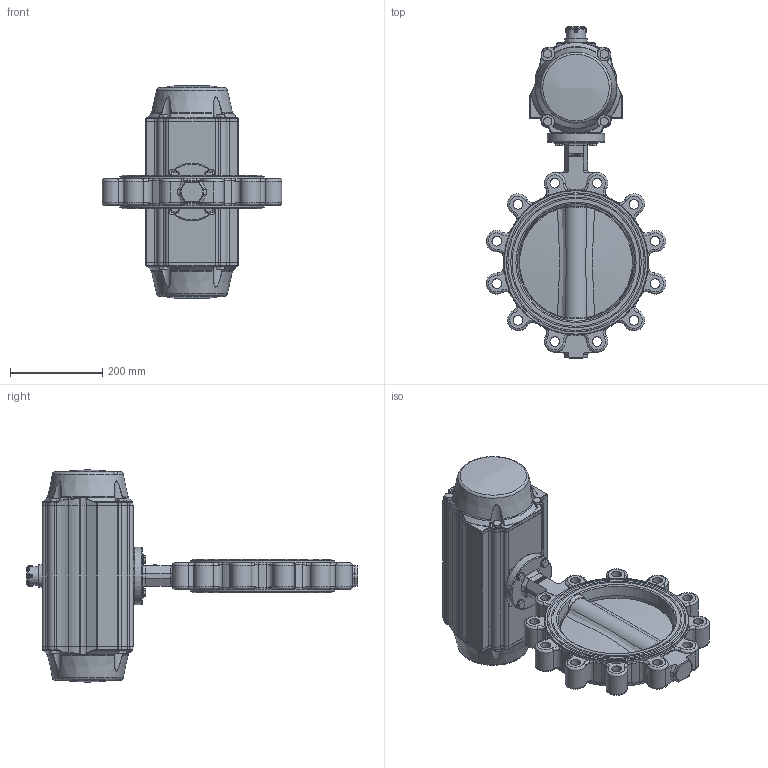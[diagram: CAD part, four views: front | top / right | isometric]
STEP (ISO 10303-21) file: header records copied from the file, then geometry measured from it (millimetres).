
FILE_DESCRIPTION(/* description */ ('Unknown'),/* implementation_level */ '2;1');
FILE_NAME(/* name */ 'FR07 5200_5210_5220-16',/* time_stamp */ '2023-05-03T11:48:58+02:00',/* author */ ('Unknown'),/* organization */ ('Unknown'),/* preprocessor_version */ 'ST-DEVELOPER v18.102',/* originating_system */ 'Solid Edge',/* authorisation */ 'Unknown');
FILE_SCHEMA (('AUTOMOTIVE_DESIGN {1 0 10303 214 3 1 1}'));
Products named in the file (18): FR500-200_210_220.250; DW08_FR07_(DW682_FR500); ____; ________(___________; _____________; ______; hexagon head bolts--product grade c gb_GB_FASTENER_BOLT_HHBC M12X55-N; cup head nib bolts with large head gb_GB_FASTENER_BOLT_CHNBW M6X25-N; KP-160; LUG-DN250; DN250概极; seat; disc; shaft1; shaft2; bushing1; DIN126-M10; M10x30
Assembly tree (32 placements, depth 4):
  FR500-200_210_220.250
    DW08_FR07_(DW682_FR500)
      ____
        ________(___________  x2
        _____________  x2
        ______
      hexagon head bolts--product grade c gb_GB_FASTENER_BOLT_HHBC M12X55-N  x8
      cup head nib bolts with large head gb_GB_FASTENER_BOLT_CHNBW M6X25-N
      KP-160
    LUG-DN250
      DN250概极
      seat
      disc
      shaft1
      shaft2
      bushing1
    DIN126-M10  x4
    M10x30  x4
Bounding box: 388.76 x 718.9 x 459.98 mm (x, y, z)
Volume: 17821740 mm3; surface area: 1182058.9 mm2
Topology: 29 solids, 29 shells, 1861 faces, 4412 edges, 2644 vertices
Faces by surface type: plane 563, cylinder 477, bspline 364, torus 263, cone 181, sphere 13
Full cylindrical faces by diameter (mm): 3 x16, 3.3 x8, 4.2 x12, 4.66 x1, 5 x1, 6 x1, 6.2 x1, 6.8 x1, 8.5 x4, 10 x4, 10.2 x12, 11 x4, 11.8 x2, 12 x12, 20 x5, 21 x12, 25 x1, 28.45 x5, 28.68 x1, 28.7 x1, 34.9 x2, 35 x1, 38.5 x1, 39 x1, 40 x2, 43 x1, 47.8 x1, 71 x1, 125 x1, 261.8 x4
Entity records: 58394 total; most frequent: CARTESIAN_POINT 24548, ORIENTED_EDGE 6858, DIRECTION 6640, EDGE_CURVE 3429, AXIS2_PLACEMENT_3D 2734, VERTEX_POINT 2183, FACE_BOUND 1858, EDGE_LOOP 1829
